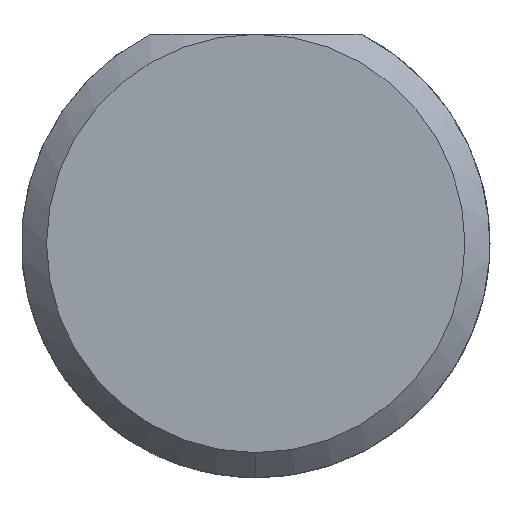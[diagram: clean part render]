
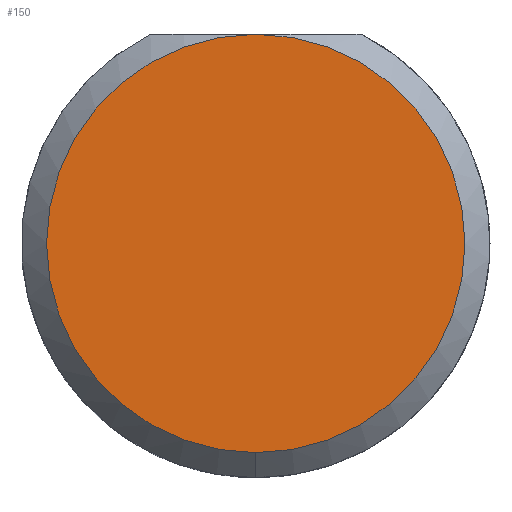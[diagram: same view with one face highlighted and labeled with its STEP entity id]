
A CAD part, left-side view. The second image highlights one B-rep face of the part: STEP entity #150.
In plain terms, the highlighted planar face has unit normal (-1, 0, 0).
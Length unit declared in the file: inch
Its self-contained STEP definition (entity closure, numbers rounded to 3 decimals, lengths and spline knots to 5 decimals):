
#47 = CIRCLE ( 'NONE', #163, 0.0836 ) ;
#79 = VERTEX_POINT ( 'NONE', #901 ) ;
#150 = ADVANCED_FACE ( 'NONE', ( #426 ), #366, .F. ) ;
#163 = AXIS2_PLACEMENT_3D ( 'NONE', #608, #543, #818 ) ;
#190 = CARTESIAN_POINT ( 'NONE',  ( 0., 0., 0. ) ) ;
#268 = CARTESIAN_POINT ( 'NONE',  ( 0., 0., -0.0836 ) ) ;
#279 = ORIENTED_EDGE ( 'NONE', *, *, #863, .T. ) ;
#311 = EDGE_CURVE ( 'NONE', #79, #772, #771, .T. ) ;
#366 = PLANE ( 'NONE',  #453 ) ;
#379 = AXIS2_PLACEMENT_3D ( 'NONE', #190, #624, #479 ) ;
#426 = FACE_OUTER_BOUND ( 'NONE', #542, .T. ) ;
#453 = AXIS2_PLACEMENT_3D ( 'NONE', #905, #833, #827 ) ;
#479 = DIRECTION ( 'NONE',  ( 0., 0., -1. ) ) ;
#542 = EDGE_LOOP ( 'NONE', ( #710, #279 ) ) ;
#543 = DIRECTION ( 'NONE',  ( -1., 0., 0. ) ) ;
#608 = CARTESIAN_POINT ( 'NONE',  ( 0., 0., 0. ) ) ;
#624 = DIRECTION ( 'NONE',  ( -1., 0., 0. ) ) ;
#710 = ORIENTED_EDGE ( 'NONE', *, *, #311, .T. ) ;
#771 = CIRCLE ( 'NONE', #379, 0.0836 ) ;
#772 = VERTEX_POINT ( 'NONE', #268 ) ;
#818 = DIRECTION ( 'NONE',  ( 0., 0., -1. ) ) ;
#827 = DIRECTION ( 'NONE',  ( 0., 0., -1. ) ) ;
#833 = DIRECTION ( 'NONE',  ( 1., 0., 0. ) ) ;
#863 = EDGE_CURVE ( 'NONE', #772, #79, #47, .T. ) ;
#901 = CARTESIAN_POINT ( 'NONE',  ( 0., 0., 0.0836 ) ) ;
#905 = CARTESIAN_POINT ( 'NONE',  ( 0., 0., 0. ) ) ;
